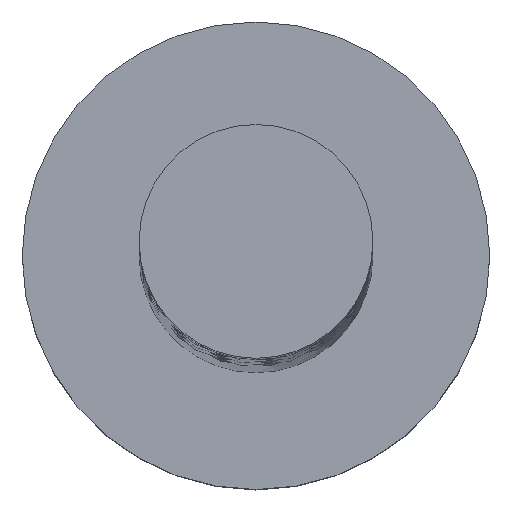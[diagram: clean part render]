
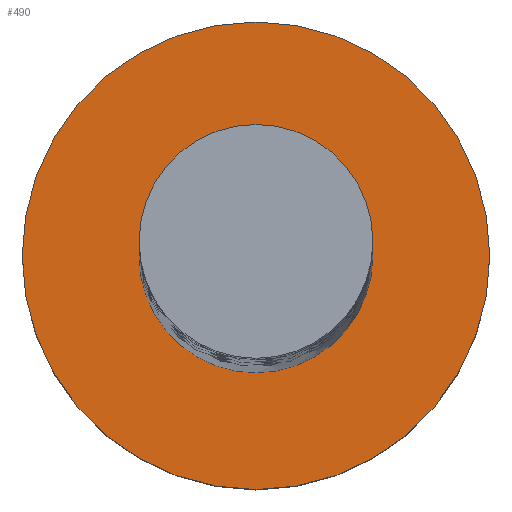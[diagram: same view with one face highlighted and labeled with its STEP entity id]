
A CAD part, top view. The second image highlights one B-rep face of the part: STEP entity #490.
In plain terms, the highlighted planar face has unit normal (0, 0, 1).
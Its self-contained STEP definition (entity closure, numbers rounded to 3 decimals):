
#58 = CARTESIAN_POINT ( 'NONE',  ( -1.5, 0., 3. ) ) ;
#65 = DIRECTION ( 'NONE',  ( 0., 0., 1. ) ) ;
#226 = CARTESIAN_POINT ( 'NONE',  ( 0., 0., 3. ) ) ;
#316 = CARTESIAN_POINT ( 'NONE',  ( 0., 0., 3. ) ) ;
#408 = AXIS2_PLACEMENT_3D ( 'NONE', #316, #1548, #933 ) ;
#418 = ORIENTED_EDGE ( 'NONE', *, *, #1076, .F. ) ;
#435 = AXIS2_PLACEMENT_3D ( 'NONE', #226, #833, #1449 ) ;
#465 = ORIENTED_EDGE ( 'NONE', *, *, #819, .F. ) ;
#482 = FACE_OUTER_BOUND ( 'NONE', #924, .T. ) ;
#490 = ADVANCED_FACE ( 'NONE', ( #1462, #482 ), #725, .T. ) ;
#504 = VERTEX_POINT ( 'NONE', #1572 ) ;
#537 = CARTESIAN_POINT ( 'NONE',  ( 0., 0., 3. ) ) ;
#616 = DIRECTION ( 'NONE',  ( 0., 0., 1. ) ) ;
#664 = VERTEX_POINT ( 'NONE', #1376 ) ;
#676 = DIRECTION ( 'NONE',  ( 0., 0., 1. ) ) ;
#725 = PLANE ( 'NONE',  #435 ) ;
#801 = VERTEX_POINT ( 'NONE', #58 ) ;
#819 = EDGE_CURVE ( 'NONE', #664, #801, #1012, .T. ) ;
#833 = DIRECTION ( 'NONE',  ( 0., 0., 1. ) ) ;
#914 = VERTEX_POINT ( 'NONE', #1110 ) ;
#924 = EDGE_LOOP ( 'NONE', ( #1369, #1162 ) ) ;
#925 = DIRECTION ( 'NONE',  ( 1., 0., 0. ) ) ;
#933 = DIRECTION ( 'NONE',  ( 1., 0., 0. ) ) ;
#944 = CIRCLE ( 'NONE', #1070, 1.5 ) ;
#978 = CARTESIAN_POINT ( 'NONE',  ( 0., 0., 3. ) ) ;
#1012 = CIRCLE ( 'NONE', #408, 1.5 ) ;
#1070 = AXIS2_PLACEMENT_3D ( 'NONE', #978, #616, #1363 ) ;
#1076 = EDGE_CURVE ( 'NONE', #801, #664, #944, .T. ) ;
#1110 = CARTESIAN_POINT ( 'NONE',  ( -3., 0., 3. ) ) ;
#1124 = CIRCLE ( 'NONE', #1506, 3. ) ;
#1162 = ORIENTED_EDGE ( 'NONE', *, *, #1394, .T. ) ;
#1172 = CARTESIAN_POINT ( 'NONE',  ( 0., 0., 3. ) ) ;
#1260 = CIRCLE ( 'NONE', #1285, 3. ) ;
#1285 = AXIS2_PLACEMENT_3D ( 'NONE', #1172, #65, #925 ) ;
#1363 = DIRECTION ( 'NONE',  ( 1., 0., 0. ) ) ;
#1365 = EDGE_CURVE ( 'NONE', #914, #504, #1260, .T. ) ;
#1369 = ORIENTED_EDGE ( 'NONE', *, *, #1365, .T. ) ;
#1376 = CARTESIAN_POINT ( 'NONE',  ( 1.5, 0., 3. ) ) ;
#1394 = EDGE_CURVE ( 'NONE', #504, #914, #1124, .T. ) ;
#1419 = DIRECTION ( 'NONE',  ( 1., 0., 0. ) ) ;
#1449 = DIRECTION ( 'NONE',  ( 1., 0., 0. ) ) ;
#1462 = FACE_BOUND ( 'NONE', #1545, .T. ) ;
#1506 = AXIS2_PLACEMENT_3D ( 'NONE', #537, #676, #1419 ) ;
#1545 = EDGE_LOOP ( 'NONE', ( #418, #465 ) ) ;
#1548 = DIRECTION ( 'NONE',  ( 0., 0., 1. ) ) ;
#1572 = CARTESIAN_POINT ( 'NONE',  ( 3., 0., 3. ) ) ;
